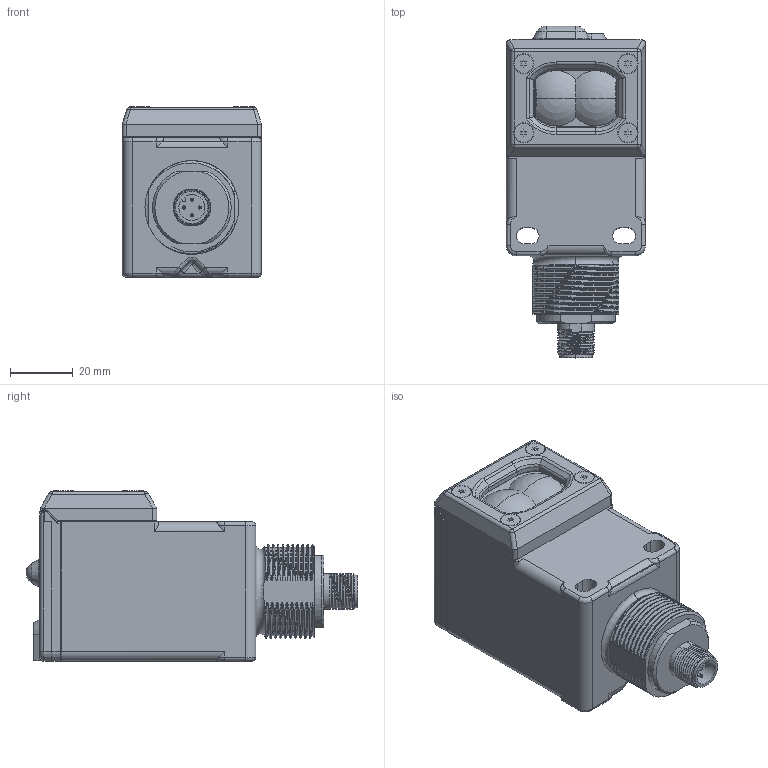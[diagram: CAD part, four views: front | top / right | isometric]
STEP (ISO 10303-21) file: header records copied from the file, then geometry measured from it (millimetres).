
FILE_DESCRIPTION((''),'2;1');
FILE_NAME('156708_SM01_ASM','2022-11-07T10:12:03',('PDMAdmin'),('BANNER ENGINEERING'),'CREO PARAMETRIC BY PTC INC, 2019292','CREO PARAMETRIC BY PTC INC, 2019292','');
FILE_SCHEMA(('CONFIG_CONTROL_DESIGN'));
Length unit declared in the file: millimetre
Products named in the file (2): 156708_EP01; 156708_SM01_ASM
Assembly tree (1 placements, depth 2):
  156708_SM01_ASM
    156708_EP01
Bounding box: 44.57 x 106.03 x 54.35 mm (x, y, z)
Volume: 157947.9 mm3; surface area: 27356.9 mm2
Topology: 1 solids, 1 shells, 765 faces, 2064 edges, 1305 vertices
Faces by surface type: plane 325, cylinder 192, bspline 149, cone 55, torus 27, sphere 17
Entity records: 38548 total; most frequent: CARTESIAN_POINT 20608, ORIENTED_EDGE 4104, DIRECTION 3173, EDGE_CURVE 2052, VERTEX_POINT 1305, VECTOR 1109, LINE 1109, AXIS2_PLACEMENT_3D 1032
